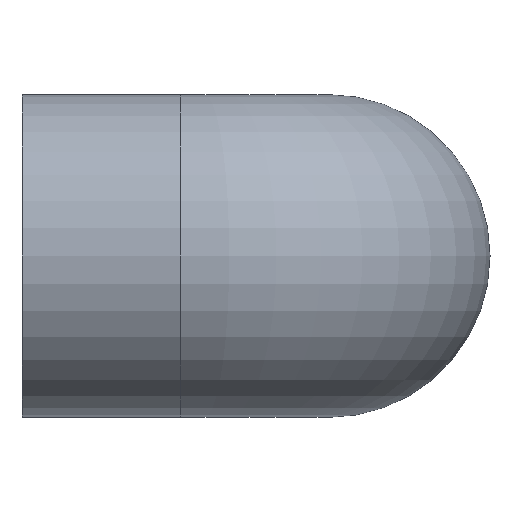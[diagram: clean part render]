
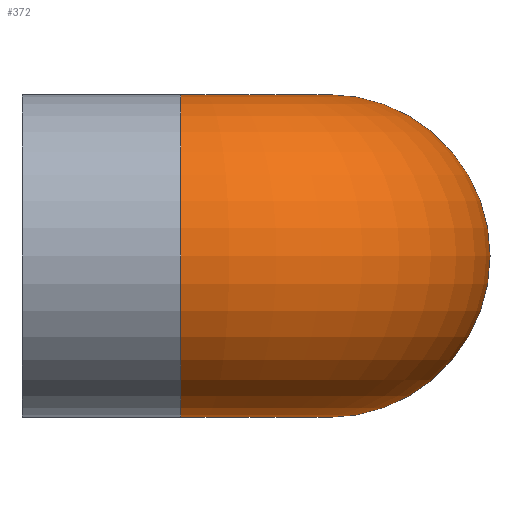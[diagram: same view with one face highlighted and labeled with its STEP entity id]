
A CAD part, front view. The second image highlights one B-rep face of the part: STEP entity #372.
In plain terms, the highlighted toroidal (fillet/blend) face has major radius 31.75 mm and minor radius 34.671 mm.
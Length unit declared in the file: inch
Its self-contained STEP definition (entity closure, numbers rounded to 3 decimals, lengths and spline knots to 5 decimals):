
#61 = ORIENTED_EDGE ( 'NONE', *, *, #404, .F. ) ;
#62 = ORIENTED_EDGE ( 'NONE', *, *, #411, .F. ) ;
#67 = CIRCLE ( 'NONE', #478, 1.365 ) ;
#68 = CIRCLE ( 'NONE', #470, 1.365 ) ;
#94 = DIRECTION ( 'NONE',  ( 0., 0., 1. ) ) ;
#95 = DIRECTION ( 'NONE',  ( -1., 0., 0. ) ) ;
#96 = DIRECTION ( 'NONE',  ( 0., 0., -1. ) ) ;
#100 = DIRECTION ( 'NONE',  ( 0., 1., 0. ) ) ;
#101 = CARTESIAN_POINT ( 'NONE',  ( 0., 1.25, 0. ) ) ;
#102 = CARTESIAN_POINT ( 'NONE',  ( 0., 1.25, 0. ) ) ;
#105 = CARTESIAN_POINT ( 'NONE',  ( -1.25, 0., 0. ) ) ;
#116 = VERTEX_POINT ( 'NONE', #234 ) ;
#123 = DIRECTION ( 'NONE',  ( 0., 0., -1. ) ) ;
#125 = DIRECTION ( 'NONE',  ( 0., 1., 0. ) ) ;
#135 = DIRECTION ( 'NONE',  ( 0., 0., 1. ) ) ;
#136 = DIRECTION ( 'NONE',  ( -1., 0., 0. ) ) ;
#143 = CARTESIAN_POINT ( 'NONE',  ( -1.25, 1.25, -0.54838 ) ) ;
#147 = CARTESIAN_POINT ( 'NONE',  ( -1.25, 0., 0. ) ) ;
#150 = DIRECTION ( 'NONE',  ( 0., 0., -1. ) ) ;
#151 = DIRECTION ( 'NONE',  ( 0., 1., 0. ) ) ;
#154 = CARTESIAN_POINT ( 'NONE',  ( 0., 1.25, 0. ) ) ;
#158 = DIRECTION ( 'NONE',  ( 0., 0., 1. ) ) ;
#159 = DIRECTION ( 'NONE',  ( -1., 0., 0. ) ) ;
#161 = CARTESIAN_POINT ( 'NONE',  ( -1.25, 0., 0. ) ) ;
#173 = CARTESIAN_POINT ( 'NONE',  ( -1.25, 0., 1.365 ) ) ;
#174 = CARTESIAN_POINT ( 'NONE',  ( -1.25, 0., -1.365 ) ) ;
#218 = CARTESIAN_POINT ( 'NONE',  ( 0., 1.25, 1.365 ) ) ;
#220 = CARTESIAN_POINT ( 'NONE',  ( 0., 1.25, -1.365 ) ) ;
#224 = VERTEX_POINT ( 'NONE', #218 ) ;
#229 = VERTEX_POINT ( 'NONE', #174 ) ;
#234 = CARTESIAN_POINT ( 'NONE',  ( -1.25, 1.25, 0.54838 ) ) ;
#239 = VERTEX_POINT ( 'NONE', #173 ) ;
#240 = VERTEX_POINT ( 'NONE', #143 ) ;
#258 = DIRECTION ( 'NONE',  ( -1., 0., 0. ) ) ;
#267 = DIRECTION ( 'NONE',  ( 0., 0., -1. ) ) ;
#277 = VERTEX_POINT ( 'NONE', #220 ) ;
#279 = CARTESIAN_POINT ( 'NONE',  ( -1.25, 1.25, 0. ) ) ;
#286 = AXIS2_PLACEMENT_3D ( 'NONE', #154, #151, #150 ) ;
#301 = AXIS2_PLACEMENT_3D ( 'NONE', #161, #159, #158 ) ;
#308 = AXIS2_PLACEMENT_3D ( 'NONE', #279, #267, #258 ) ;
#324 = EDGE_LOOP ( 'NONE', ( #426, #425, #422, #423, #62, #61 ) ) ;
#366 = FACE_OUTER_BOUND ( 'NONE', #324, .T. ) ;
#369 = TOROIDAL_SURFACE ( 'NONE', #308, 1.25, 1.365 ) ;
#372 = ADVANCED_FACE ( 'NONE', ( #366 ), #369, .T. ) ;
#401 = EDGE_CURVE ( 'NONE', #229, #239, #498, .T. ) ;
#404 = EDGE_CURVE ( 'NONE', #224, #277, #502, .T. ) ;
#408 = EDGE_CURVE ( 'NONE', #240, #229, #437, .T. ) ;
#411 = EDGE_CURVE ( 'NONE', #277, #240, #438, .T. ) ;
#419 = EDGE_CURVE ( 'NONE', #116, #224, #67, .T. ) ;
#420 = EDGE_CURVE ( 'NONE', #239, #116, #68, .T. ) ;
#422 = ORIENTED_EDGE ( 'NONE', *, *, #401, .F. ) ;
#423 = ORIENTED_EDGE ( 'NONE', *, *, #408, .F. ) ;
#425 = ORIENTED_EDGE ( 'NONE', *, *, #420, .F. ) ;
#426 = ORIENTED_EDGE ( 'NONE', *, *, #419, .F. ) ;
#437 = CIRCLE ( 'NONE', #477, 1.365 ) ;
#438 = CIRCLE ( 'NONE', #476, 1.365 ) ;
#470 = AXIS2_PLACEMENT_3D ( 'NONE', #105, #95, #94 ) ;
#476 = AXIS2_PLACEMENT_3D ( 'NONE', #102, #125, #123 ) ;
#477 = AXIS2_PLACEMENT_3D ( 'NONE', #147, #136, #135 ) ;
#478 = AXIS2_PLACEMENT_3D ( 'NONE', #101, #100, #96 ) ;
#498 = CIRCLE ( 'NONE', #301, 1.365 ) ;
#502 = CIRCLE ( 'NONE', #286, 1.365 ) ;
